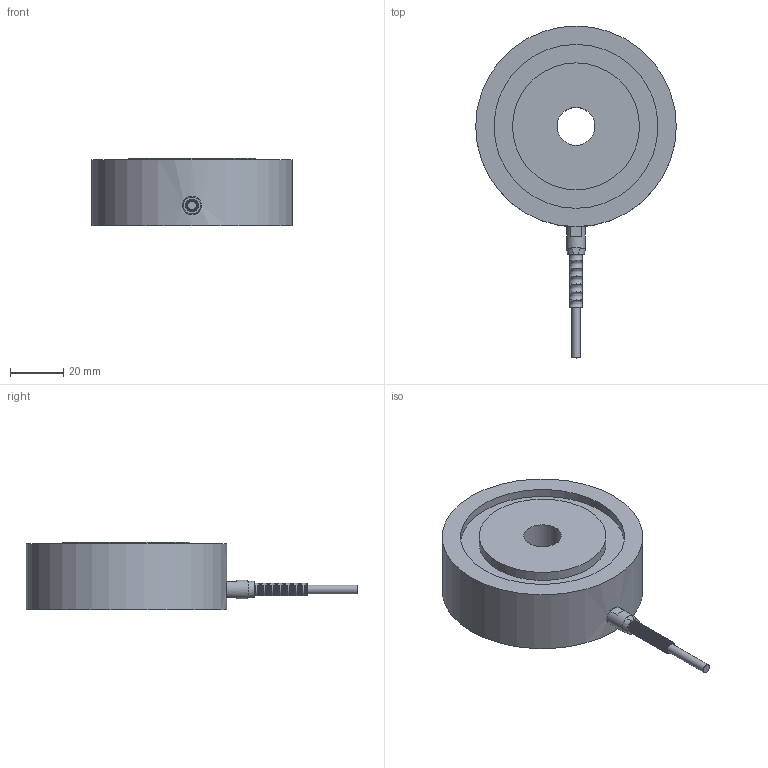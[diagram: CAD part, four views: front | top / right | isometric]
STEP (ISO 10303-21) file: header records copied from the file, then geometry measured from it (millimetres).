
FILE_DESCRIPTION((''),'2;1');
FILE_NAME('LTH500 9-16 ID Cable.stp','2010-12-22T07:25:02',('thomasl'),(''),'Autodesk Inventor 2008','Autodesk Inventor 2008','');
FILE_SCHEMA(('AUTOMOTIVE_DESIGN { 1 0 10303 214 1 1 1 1 }'));
Length unit declared in the file: inch
Products named in the file (2): LTH500 9-16 ID Cable; PART1
Assembly tree (1 placements, depth 2):
  LTH500 9-16 ID Cable
    PART1
Bounding box: 75.69 x 125.18 x 25.4 mm (x, y, z)
Volume: 103173.2 mm3; surface area: 18701.5 mm2
Topology: 1 solids, 3 shells, 109 faces, 221 edges, 126 vertices
Faces by surface type: bspline 56, plane 26, cylinder 15, cone 8, torus 4
Full cylindrical faces by diameter (mm): 3.302 x3, 3.937 x1, 4.76 x1, 5.334 x1, 5.555 x1, 5.791 x1, 7.061 x1, 14.288 x1, 45.822 x1, 47.854 x1, 61.824 x1, 63.856 x1, 75.692 x1
Entity records: 6534 total; most frequent: CARTESIAN_POINT 4762, DIRECTION 342, ORIENTED_EDGE 262, EDGE_LOOP 198, AXIS2_PLACEMENT_3D 161, EDGE_CURVE 131, VERTEX_POINT 115, FACE_OUTER_BOUND 109
